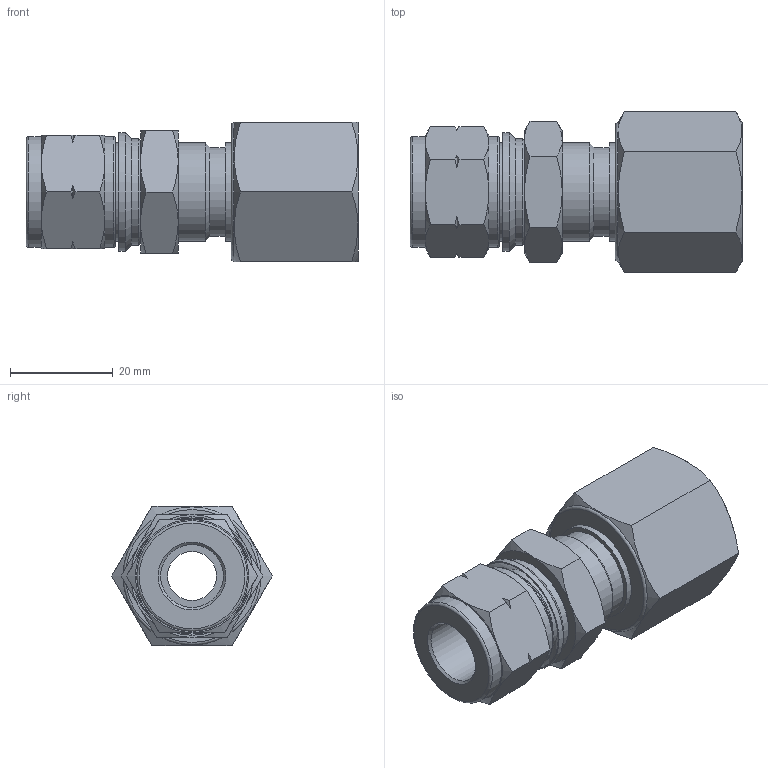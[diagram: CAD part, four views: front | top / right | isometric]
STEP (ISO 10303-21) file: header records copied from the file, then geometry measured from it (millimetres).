
FILE_DESCRIPTION(/* description */ (''),/* implementation_level */ '2;1');
FILE_NAME(/* name */ 'SFCBI-12M-8N.stp',/* time_stamp */ '2022-04-29T14:19:29+09:00',/* author */ ('user'),/* organization */ (''),/* preprocessor_version */ 'ST-DEVELOPER v18.1',/* originating_system */ 'Autodesk Inventor 2022',/* authorisation */ '');
FILE_SCHEMA (('AUTOMOTIVE_DESIGN { 1 0 10303 214 3 1 1 }'));
Length unit declared in the file: millimetre
Products named in the file (1): SFCB-12M-8N
Bounding box: 64.48 x 31.18 x 27 mm (x, y, z)
Volume: 20987.4 mm3; surface area: 9937.8 mm2
Topology: 1 solids, 1 shells, 95 faces, 219 edges, 137 vertices
Faces by surface type: cone 48, plane 31, cylinder 13, torus 3
Full cylindrical faces by diameter (mm): 9.5 x1, 12.2 x1, 17.2 x2, 17.3 x1, 17.7 x1, 19.05 x3, 20.6 x1, 21.5 x2, 23 x1
Entity records: 2632 total; most frequent: CARTESIAN_POINT 620, ORIENTED_EDGE 438, DIRECTION 401, EDGE_CURVE 219, AXIS2_PLACEMENT_3D 170, VERTEX_POINT 137, EDGE_LOOP 108, FACE_OUTER_BOUND 95
